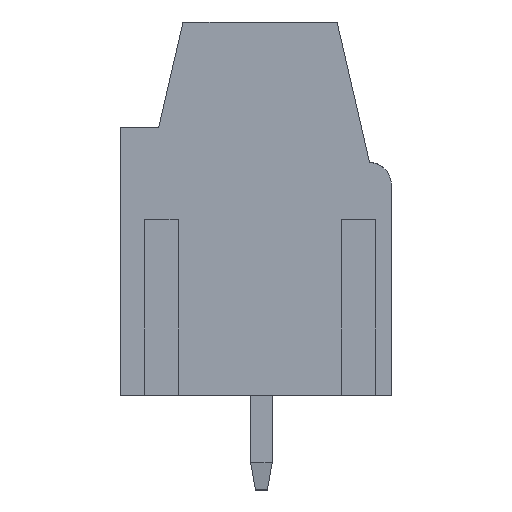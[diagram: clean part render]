
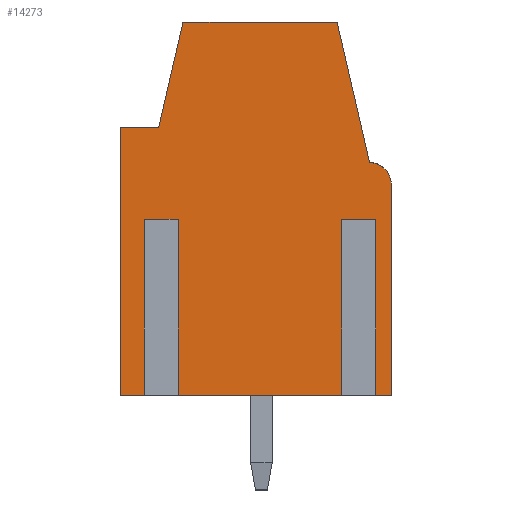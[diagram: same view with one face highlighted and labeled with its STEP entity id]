
A CAD part, left-side view. The second image highlights one B-rep face of the part: STEP entity #14273.
In plain terms, the highlighted planar face has unit normal (-1, 0, 0).
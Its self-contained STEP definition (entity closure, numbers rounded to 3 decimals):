
#14210=AXIS2_PLACEMENT_3D('Plane Axis2P3D',#14207,#14208,#14209) ;
#13257=CARTESIAN_POINT('Vertex',(0.55,0.,3.5)) ;
#13260=CARTESIAN_POINT('Line Origine',(0.55,0.447,3.5)) ;
#13264=CARTESIAN_POINT('Vertex',(0.55,0.894,3.5)) ;
#13285=CARTESIAN_POINT('Vertex',(0.55,1.506,3.5)) ;
#13288=CARTESIAN_POINT('Line Origine',(0.55,4.85,3.5)) ;
#13292=CARTESIAN_POINT('Vertex',(0.55,8.194,3.5)) ;
#13313=CARTESIAN_POINT('Vertex',(0.55,8.806,3.5)) ;
#13316=CARTESIAN_POINT('Line Origine',(0.55,9.403,3.5)) ;
#13320=CARTESIAN_POINT('Vertex',(0.55,10.,3.5)) ;
#13764=CARTESIAN_POINT('Line Origine',(0.55,10.,8.45)) ;
#13768=CARTESIAN_POINT('Vertex',(0.55,10.,13.4)) ;
#13909=CARTESIAN_POINT('Vertex',(0.55,8.6,13.4)) ;
#13912=CARTESIAN_POINT('Line Origine',(0.55,8.15,15.35)) ;
#13916=CARTESIAN_POINT('Vertex',(0.55,7.7,17.3)) ;
#13940=CARTESIAN_POINT('Line Origine',(0.55,4.85,17.3)) ;
#13944=CARTESIAN_POINT('Vertex',(0.55,2.001,17.3)) ;
#14000=CARTESIAN_POINT('Line Origine',(0.55,1.4,14.7)) ;
#14004=CARTESIAN_POINT('Vertex',(0.55,0.8,12.1)) ;
#14025=CARTESIAN_POINT('Control Point',(0.55,0.,11.3)) ;
#14026=CARTESIAN_POINT('Control Point',(0.55,0.,11.614)) ;
#14027=CARTESIAN_POINT('Control Point',(0.55,0.168,11.932)) ;
#14028=CARTESIAN_POINT('Control Point',(0.55,0.486,12.1)) ;
#14029=CARTESIAN_POINT('Control Point',(0.55,0.8,12.1)) ;
#14030=CARTESIAN_POINT('Vertex',(0.55,0.,11.3)) ;
#14050=CARTESIAN_POINT('Line Origine',(0.55,0.,7.4)) ;
#14207=CARTESIAN_POINT('Axis2P3D Location',(0.55,10.,0.)) ;
#14212=CARTESIAN_POINT('Line Origine',(0.55,1.506,6.75)) ;
#14216=CARTESIAN_POINT('Vertex',(0.55,1.506,10.)) ;
#14219=CARTESIAN_POINT('Line Origine',(0.55,1.2,10.)) ;
#14223=CARTESIAN_POINT('Vertex',(0.55,0.894,10.)) ;
#14226=CARTESIAN_POINT('Line Origine',(0.55,0.894,6.75)) ;
#14231=CARTESIAN_POINT('Line Origine',(0.55,9.3,13.4)) ;
#14236=CARTESIAN_POINT('Line Origine',(0.55,8.806,6.75)) ;
#14240=CARTESIAN_POINT('Vertex',(0.55,8.806,10.)) ;
#14243=CARTESIAN_POINT('Line Origine',(0.55,8.5,10.)) ;
#14247=CARTESIAN_POINT('Vertex',(0.55,8.194,10.)) ;
#14250=CARTESIAN_POINT('Line Origine',(0.55,8.194,6.75)) ;
#13261=DIRECTION('Vector Direction',(0.,-1.,0.)) ;
#13289=DIRECTION('Vector Direction',(0.,-1.,0.)) ;
#13317=DIRECTION('Vector Direction',(0.,-1.,0.)) ;
#13765=DIRECTION('Vector Direction',(0.,0.,-1.)) ;
#13913=DIRECTION('Vector Direction',(0.,0.225,-0.974)) ;
#13941=DIRECTION('Vector Direction',(0.,1.,0.)) ;
#14001=DIRECTION('Vector Direction',(0.,0.225,0.974)) ;
#14051=DIRECTION('Vector Direction',(0.,0.,1.)) ;
#14208=DIRECTION('Axis2P3D Direction',(-1.,0.,0.)) ;
#14209=DIRECTION('Axis2P3D XDirection',(0.,1.,0.)) ;
#14213=DIRECTION('Vector Direction',(0.,0.,1.)) ;
#14220=DIRECTION('Vector Direction',(0.,1.,0.)) ;
#14227=DIRECTION('Vector Direction',(0.,0.,1.)) ;
#14232=DIRECTION('Vector Direction',(0.,1.,0.)) ;
#14237=DIRECTION('Vector Direction',(0.,0.,1.)) ;
#14244=DIRECTION('Vector Direction',(0.,1.,0.)) ;
#14251=DIRECTION('Vector Direction',(0.,0.,1.)) ;
#13262=VECTOR('Line Direction',#13261,1.) ;
#13290=VECTOR('Line Direction',#13289,1.) ;
#13318=VECTOR('Line Direction',#13317,1.) ;
#13766=VECTOR('Line Direction',#13765,1.) ;
#13914=VECTOR('Line Direction',#13913,1.) ;
#13942=VECTOR('Line Direction',#13941,1.) ;
#14002=VECTOR('Line Direction',#14001,1.) ;
#14052=VECTOR('Line Direction',#14051,1.) ;
#14214=VECTOR('Line Direction',#14213,1.) ;
#14221=VECTOR('Line Direction',#14220,1.) ;
#14228=VECTOR('Line Direction',#14227,1.) ;
#14233=VECTOR('Line Direction',#14232,1.) ;
#14238=VECTOR('Line Direction',#14237,1.) ;
#14245=VECTOR('Line Direction',#14244,1.) ;
#14252=VECTOR('Line Direction',#14251,1.) ;
#14256=ORIENTED_EDGE('',*,*,#13294,.T.) ;
#14257=ORIENTED_EDGE('',*,*,#14218,.T.) ;
#14258=ORIENTED_EDGE('',*,*,#14225,.F.) ;
#14259=ORIENTED_EDGE('',*,*,#14230,.F.) ;
#14260=ORIENTED_EDGE('',*,*,#13266,.T.) ;
#14261=ORIENTED_EDGE('',*,*,#14054,.T.) ;
#14262=ORIENTED_EDGE('',*,*,#14032,.T.) ;
#14263=ORIENTED_EDGE('',*,*,#14006,.T.) ;
#14264=ORIENTED_EDGE('',*,*,#13946,.T.) ;
#14265=ORIENTED_EDGE('',*,*,#13918,.T.) ;
#14266=ORIENTED_EDGE('',*,*,#14235,.T.) ;
#14267=ORIENTED_EDGE('',*,*,#13770,.T.) ;
#14268=ORIENTED_EDGE('',*,*,#13322,.T.) ;
#14269=ORIENTED_EDGE('',*,*,#14242,.T.) ;
#14270=ORIENTED_EDGE('',*,*,#14249,.F.) ;
#14271=ORIENTED_EDGE('',*,*,#14254,.F.) ;
#14273=ADVANCED_FACE('HOUSING',(#14272),#14211,.T.) ;
#14024=B_SPLINE_CURVE_WITH_KNOTS('',4,(#14025,#14026,#14027,#14028,#14029),.UNSPECIFIED.,.F.,.U.,(5,5),(-0.628,0.628),.UNSPECIFIED.) ;
#13266=EDGE_CURVE('',#13265,#13258,#13263,.T.) ;
#13294=EDGE_CURVE('',#13293,#13286,#13291,.T.) ;
#13322=EDGE_CURVE('',#13321,#13314,#13319,.T.) ;
#13770=EDGE_CURVE('',#13769,#13321,#13767,.T.) ;
#13918=EDGE_CURVE('',#13917,#13910,#13915,.T.) ;
#13946=EDGE_CURVE('',#13945,#13917,#13943,.T.) ;
#14006=EDGE_CURVE('',#14005,#13945,#14003,.T.) ;
#14032=EDGE_CURVE('',#14031,#14005,#14024,.T.) ;
#14054=EDGE_CURVE('',#13258,#14031,#14053,.T.) ;
#14218=EDGE_CURVE('',#13286,#14217,#14215,.T.) ;
#14225=EDGE_CURVE('',#14224,#14217,#14222,.T.) ;
#14230=EDGE_CURVE('',#13265,#14224,#14229,.T.) ;
#14235=EDGE_CURVE('',#13910,#13769,#14234,.T.) ;
#14242=EDGE_CURVE('',#13314,#14241,#14239,.T.) ;
#14249=EDGE_CURVE('',#14248,#14241,#14246,.T.) ;
#14254=EDGE_CURVE('',#13293,#14248,#14253,.T.) ;
#14255=EDGE_LOOP('',(#14256,#14257,#14258,#14259,#14260,#14261,#14262,#14263,#14264,#14265,#14266,#14267,#14268,#14269,#14270,#14271)) ;
#14272=FACE_OUTER_BOUND('',#14255,.T.) ;
#13263=LINE('Line',#13260,#13262) ;
#13291=LINE('Line',#13288,#13290) ;
#13319=LINE('Line',#13316,#13318) ;
#13767=LINE('Line',#13764,#13766) ;
#13915=LINE('Line',#13912,#13914) ;
#13943=LINE('Line',#13940,#13942) ;
#14003=LINE('Line',#14000,#14002) ;
#14053=LINE('Line',#14050,#14052) ;
#14215=LINE('Line',#14212,#14214) ;
#14222=LINE('Line',#14219,#14221) ;
#14229=LINE('Line',#14226,#14228) ;
#14234=LINE('Line',#14231,#14233) ;
#14239=LINE('Line',#14236,#14238) ;
#14246=LINE('Line',#14243,#14245) ;
#14253=LINE('Line',#14250,#14252) ;
#14211=PLANE('',#14210) ;
#13258=VERTEX_POINT('',#13257) ;
#13265=VERTEX_POINT('',#13264) ;
#13286=VERTEX_POINT('',#13285) ;
#13293=VERTEX_POINT('',#13292) ;
#13314=VERTEX_POINT('',#13313) ;
#13321=VERTEX_POINT('',#13320) ;
#13769=VERTEX_POINT('',#13768) ;
#13910=VERTEX_POINT('',#13909) ;
#13917=VERTEX_POINT('',#13916) ;
#13945=VERTEX_POINT('',#13944) ;
#14005=VERTEX_POINT('',#14004) ;
#14031=VERTEX_POINT('',#14030) ;
#14217=VERTEX_POINT('',#14216) ;
#14224=VERTEX_POINT('',#14223) ;
#14241=VERTEX_POINT('',#14240) ;
#14248=VERTEX_POINT('',#14247) ;
